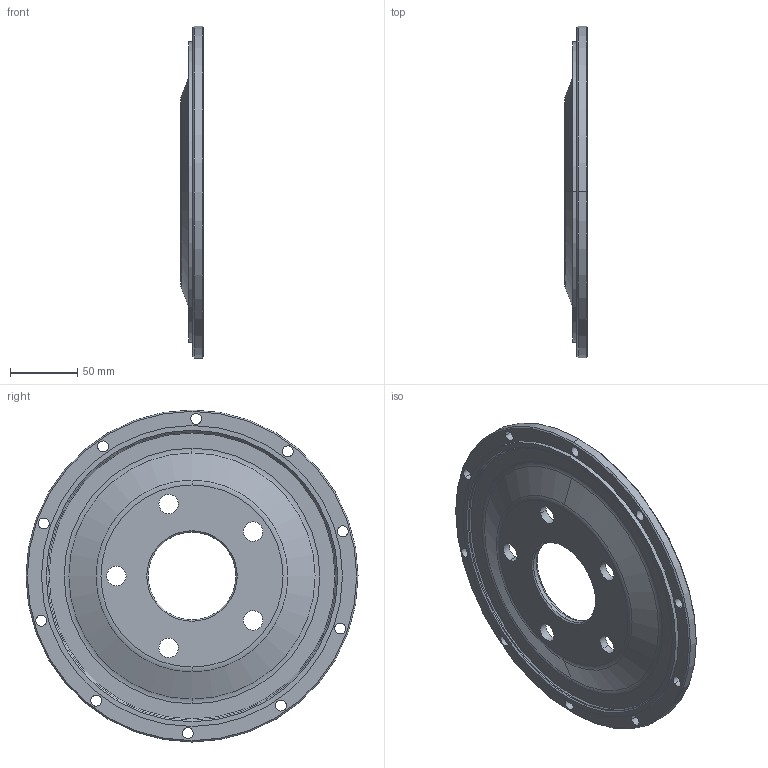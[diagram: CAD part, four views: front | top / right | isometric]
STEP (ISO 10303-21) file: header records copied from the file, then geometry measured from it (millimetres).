
FILE_DESCRIPTION (( 'STEP AP214' ), '1' );
FILE_NAME ('öåíòð òîðì äèñêà 2 øò .STEP', '2019-03-24T17:12:48', ( '' ), ( '' ), 'SwSTEP 2.0', 'SolidWorks 2018', '' );
FILE_SCHEMA (( 'AUTOMOTIVE_DESIGN' ));
Length unit declared in the file: millimetre
Products named in the file (1): öåíòð òîðì äèñêà 2 øò  
Bounding box: 17 x 246 x 246 mm (x, y, z)
Volume: 308581.5 mm3; surface area: 100509.3 mm2
Topology: 1 solids, 1 shells, 68 faces, 166 edges, 104 vertices
Faces by surface type: cylinder 38, cone 14, torus 10, plane 6
Entity records: 2142 total; most frequent: DIRECTION 418, CARTESIAN_POINT 339, ORIENTED_EDGE 332, AXIS2_PLACEMENT_3D 183, EDGE_CURVE 166, CIRCLE 114, EDGE_LOOP 104, VERTEX_POINT 104
